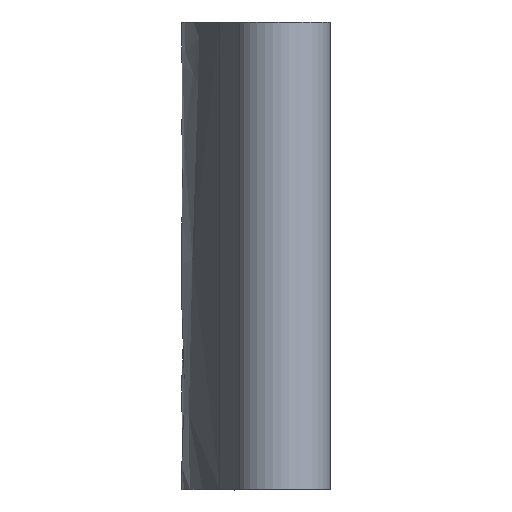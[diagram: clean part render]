
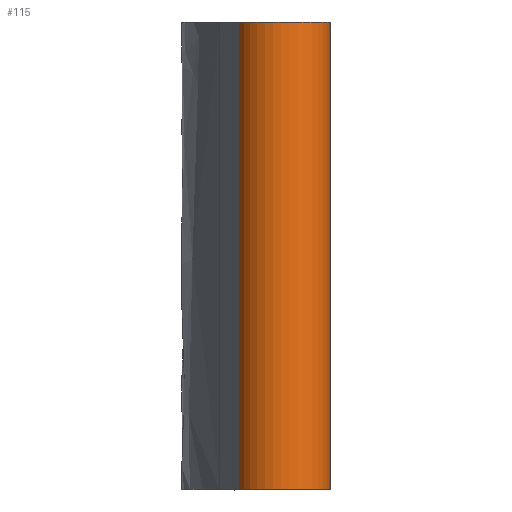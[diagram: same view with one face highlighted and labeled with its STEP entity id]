
A CAD part, top view. The second image highlights one B-rep face of the part: STEP entity #115.
In plain terms, the highlighted cylindrical face has radius 2.25 mm (diameter 4.5 mm), a partial arc.
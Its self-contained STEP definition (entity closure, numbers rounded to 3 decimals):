
#28=FACE_OUTER_BOUND('',#35,.T.);
#35=EDGE_LOOP('',(#83,#84,#85,#86));
#44=LINE('',#173,#49);
#45=LINE('',#176,#50);
#49=VECTOR('',#150,10.);
#50=VECTOR('',#153,10.);
#54=CIRCLE('',#137,2.25);
#55=CIRCLE('',#138,2.25);
#58=VERTEX_POINT('',#169);
#59=VERTEX_POINT('',#170);
#60=VERTEX_POINT('',#172);
#61=VERTEX_POINT('',#174);
#68=EDGE_CURVE('',#58,#59,#54,.F.);
#69=EDGE_CURVE('',#60,#58,#44,.T.);
#70=EDGE_CURVE('',#61,#60,#55,.F.);
#71=EDGE_CURVE('',#61,#59,#45,.T.);
#83=ORIENTED_EDGE('',*,*,#68,.F.);
#84=ORIENTED_EDGE('',*,*,#69,.F.);
#85=ORIENTED_EDGE('',*,*,#70,.F.);
#86=ORIENTED_EDGE('',*,*,#71,.T.);
#113=CYLINDRICAL_SURFACE('',#136,2.25);
#115=ADVANCED_FACE('',(#28),#113,.T.);
#136=AXIS2_PLACEMENT_3D('',#168,#146,#147);
#137=AXIS2_PLACEMENT_3D('',#171,#148,#149);
#138=AXIS2_PLACEMENT_3D('',#175,#151,#152);
#146=DIRECTION('center_axis',(0.,-1.,0.));
#147=DIRECTION('ref_axis',(0.959,0.,0.285));
#148=DIRECTION('center_axis',(0.,1.,0.));
#149=DIRECTION('ref_axis',(-1.,0.,0.));
#150=DIRECTION('',(0.,-1.,0.));
#151=DIRECTION('center_axis',(0.,-1.,0.));
#152=DIRECTION('ref_axis',(-1.,0.,0.));
#153=DIRECTION('',(0.,-1.,0.));
#168=CARTESIAN_POINT('Origin',(-87.396,-38.767,19.525));
#169=CARTESIAN_POINT('',(-88.4,-61.301,17.511));
#170=CARTESIAN_POINT('',(-89.336,-61.301,20.664));
#171=CARTESIAN_POINT('Origin',(-87.396,-61.301,19.525));
#172=CARTESIAN_POINT('',(-88.4,-39.767,17.511));
#173=CARTESIAN_POINT('',(-88.4,-38.767,17.511));
#174=CARTESIAN_POINT('',(-89.336,-39.767,20.664));
#175=CARTESIAN_POINT('Origin',(-87.396,-39.767,19.525));
#176=CARTESIAN_POINT('',(-89.336,-38.767,20.664));
